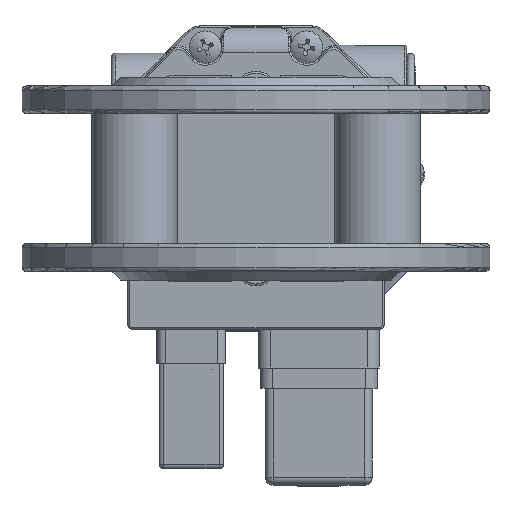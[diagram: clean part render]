
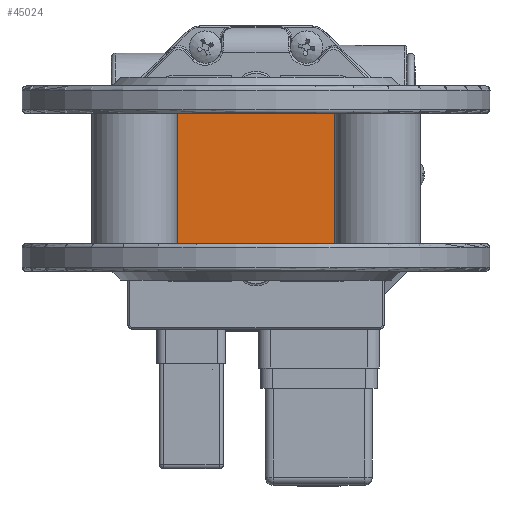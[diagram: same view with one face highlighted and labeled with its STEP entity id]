
A CAD part, front view. The second image highlights one B-rep face of the part: STEP entity #45024.
In plain terms, the highlighted planar face has unit normal (0, -1, 0).
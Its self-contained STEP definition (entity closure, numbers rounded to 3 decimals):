
#15288=ORIENTED_EDGE('',*,*,#20554,.F.);
#15289=ORIENTED_EDGE('',*,*,#20573,.T.);
#15290=ORIENTED_EDGE('',*,*,#20563,.F.);
#15291=ORIENTED_EDGE('',*,*,#20574,.F.);
#20554=EDGE_CURVE('',#23921,#23922,#26201,.T.);
#20563=EDGE_CURVE('',#23927,#23928,#26205,.T.);
#20573=EDGE_CURVE('',#23921,#23928,#26208,.T.);
#20574=EDGE_CURVE('',#23922,#23927,#26209,.T.);
#23921=VERTEX_POINT('',#82843);
#23922=VERTEX_POINT('',#82845);
#23927=VERTEX_POINT('',#82861);
#23928=VERTEX_POINT('',#82863);
#26201=LINE('',#82844,#28481);
#26205=LINE('',#82862,#28485);
#26208=LINE('',#82883,#28488);
#26209=LINE('',#82885,#28489);
#28481=VECTOR('',#61157,1000.);
#28485=VECTOR('',#61177,1000.);
#28488=VECTOR('',#61204,1000.);
#28489=VECTOR('',#61207,1000.);
#31195=EDGE_LOOP('',(#15288,#15289,#15290,#15291));
#33946=FACE_BOUND('',#31195,.T.);
#34669=PLANE('',#49740);
#45024=ADVANCED_FACE('',(#33946),#34669,.T.);
#49740=AXIS2_PLACEMENT_3D('',#82887,#61209,#61210);
#61157=DIRECTION('',(1.,0.,0.));
#61177=DIRECTION('',(-1.,0.,0.));
#61204=DIRECTION('',(0.,0.,-1.));
#61207=DIRECTION('',(0.,0.,-1.));
#61209=DIRECTION('',(0.,-1.,0.));
#61210=DIRECTION('',(0.,0.,-1.));
#82843=CARTESIAN_POINT('',(-19.901,-27.,0.));
#82844=CARTESIAN_POINT('',(0.,-27.,0.));
#82845=CARTESIAN_POINT('',(19.901,-27.,0.));
#82861=CARTESIAN_POINT('',(19.901,-27.,-32.2));
#82862=CARTESIAN_POINT('',(0.,-27.,-32.2));
#82863=CARTESIAN_POINT('',(-19.901,-27.,-32.2));
#82883=CARTESIAN_POINT('',(-19.901,-27.,0.));
#82885=CARTESIAN_POINT('',(19.901,-27.,0.));
#82887=CARTESIAN_POINT('',(-19.901,-27.,0.));
